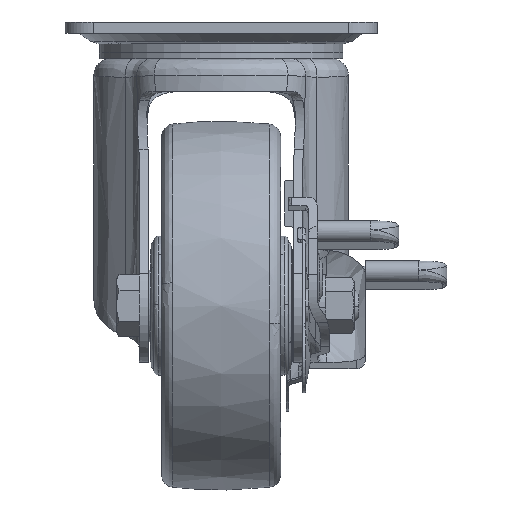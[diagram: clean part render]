
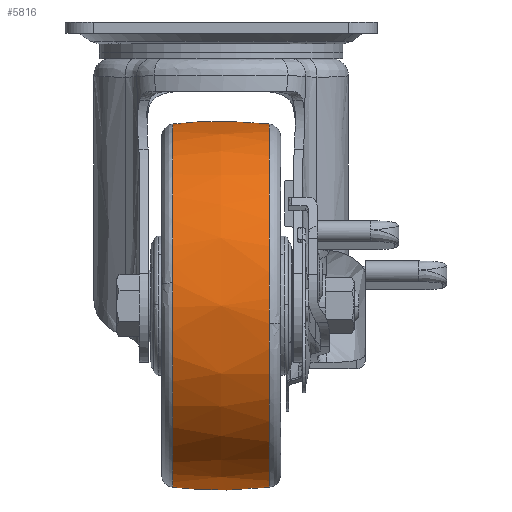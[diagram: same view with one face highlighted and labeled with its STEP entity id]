
A CAD part, left-side view. The second image highlights one B-rep face of the part: STEP entity #5816.
In plain terms, the highlighted free-form (B-spline) face has degree [2, 2] with [5, 7] control points.
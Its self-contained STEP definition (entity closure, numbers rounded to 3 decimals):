
#5527=CARTESIAN_POINT('',(-40.0,17.01,-164.032));
#5528=VERTEX_POINT('',#5527);
#5542=CARTESIAN_POINT('',(-103.527,17.01,-91.975));
#5543=VERTEX_POINT('',#5542);
#5544=CARTESIAN_POINT('',(-103.527,17.01,-91.975));
#5545=CARTESIAN_POINT('',(-104.032,17.01,-95.971));
#5546=CARTESIAN_POINT('',(-104.032,17.01,-100.));
#5547=CARTESIAN_POINT('',(-104.032,17.01,-164.032));
#5548=CARTESIAN_POINT('',(-40.0,17.01,-164.032));
#5556=(BOUNDED_CURVE()B_SPLINE_CURVE(2,(#5544,#5545,#5546,#5547,#5548),.UNSPECIFIED.,.F.,.U.)B_SPLINE_CURVE_WITH_KNOTS((3,2,3),(0.228,0.25,0.5),.UNSPECIFIED.)CURVE()GEOMETRIC_REPRESENTATION_ITEM()RATIONAL_B_SPLINE_CURVE((0.954,0.975,1.0,0.707,1.0))REPRESENTATION_ITEM(''));
#5557=EDGE_CURVE('',#5543,#5528,#5556,.T.);
#5606=CARTESIAN_POINT('',(-40.0,17.01,-35.968));
#5607=VERTEX_POINT('',#5606);
#5608=CARTESIAN_POINT('',(-40.0,17.01,-35.968));
#5609=CARTESIAN_POINT('',(-96.452,17.01,-35.968));
#5610=CARTESIAN_POINT('',(-103.527,17.01,-91.975));
#5618=(BOUNDED_CURVE()B_SPLINE_CURVE(2,(#5608,#5609,#5610),.UNSPECIFIED.,.F.,.U.)B_SPLINE_CURVE_WITH_KNOTS((3,3),(0.0,0.228),.UNSPECIFIED.)CURVE()GEOMETRIC_REPRESENTATION_ITEM()RATIONAL_B_SPLINE_CURVE((1.0,0.733,0.954))REPRESENTATION_ITEM(''));
#5619=EDGE_CURVE('',#5607,#5543,#5618,.T.);
#5719=CARTESIAN_POINT('',(-38.216,-18.723,-36.173));
#5720=CARTESIAN_POINT('',(-38.183,-9.398,-35.));
#5721=CARTESIAN_POINT('',(-38.183,0.,-35.));
#5722=CARTESIAN_POINT('',(-38.183,9.398,-35.));
#5723=CARTESIAN_POINT('',(-38.216,18.723,-36.173));
#5724=CARTESIAN_POINT('',(-39.103,-18.723,-36.173));
#5725=CARTESIAN_POINT('',(-39.086,-9.398,-35.));
#5726=CARTESIAN_POINT('',(-39.086,0.,-35.));
#5727=CARTESIAN_POINT('',(-39.086,9.398,-35.));
#5728=CARTESIAN_POINT('',(-39.103,18.723,-36.173));
#5729=CARTESIAN_POINT('',(-103.827,-18.723,-36.173));
#5730=CARTESIAN_POINT('',(-105.,-9.398,-35.));
#5731=CARTESIAN_POINT('',(-105.,0.,-35.));
#5732=CARTESIAN_POINT('',(-105.,9.398,-35.));
#5733=CARTESIAN_POINT('',(-103.827,18.723,-36.173));
#5734=CARTESIAN_POINT('',(-103.827,-18.723,-100.));
#5735=CARTESIAN_POINT('',(-105.,-9.398,-100.0));
#5736=CARTESIAN_POINT('',(-105.0,0.,-100.0));
#5737=CARTESIAN_POINT('',(-105.,9.398,-100.0));
#5738=CARTESIAN_POINT('',(-103.827,18.723,-100.0));
#5739=CARTESIAN_POINT('',(-103.827,-18.723,-163.827));
#5740=CARTESIAN_POINT('',(-105.,-9.398,-165.));
#5741=CARTESIAN_POINT('',(-105.,0.,-165.));
#5742=CARTESIAN_POINT('',(-105.,9.398,-165.));
#5743=CARTESIAN_POINT('',(-103.827,18.723,-163.827));
#5744=CARTESIAN_POINT('',(-39.103,-18.723,-163.827));
#5745=CARTESIAN_POINT('',(-39.086,-9.398,-165.0));
#5746=CARTESIAN_POINT('',(-39.086,0.,-165.0));
#5747=CARTESIAN_POINT('',(-39.086,9.398,-165.));
#5748=CARTESIAN_POINT('',(-39.103,18.723,-163.827));
#5749=CARTESIAN_POINT('',(-38.216,-18.723,-163.827));
#5750=CARTESIAN_POINT('',(-38.183,-9.398,-165.));
#5751=CARTESIAN_POINT('',(-38.183,0.,-165.));
#5752=CARTESIAN_POINT('',(-38.183,9.398,-165.));
#5753=CARTESIAN_POINT('',(-38.216,18.723,-163.827));
#5761=(BOUNDED_SURFACE()B_SPLINE_SURFACE(2,2,((#5719,#5724,#5729,#5734,#5739,#5744,#5749),(#5720,#5725,#5730,#5735,#5740,#5745,#5750),(#5721,#5726,#5731,#5736,#5741,#5746,#5751),(#5722,#5727,#5732,#5737,#5742,#5747,#5752),(#5723,#5728,#5733,#5738,#5743,#5748,#5753)),.UNSPECIFIED.,.F.,.F.,.U.)B_SPLINE_SURFACE_WITH_KNOTS((3,2,3),(3,1,2,1,3),(0.0,19.013,38.025),(0.0,2.154,109.849,217.545,219.699),.UNSPECIFIED.)GEOMETRIC_REPRESENTATION_ITEM()RATIONAL_B_SPLINE_SURFACE(((0.985,0.979,0.688,0.974,0.688,0.979,0.985),(0.996,0.991,0.696,0.985,0.696,0.991,0.996),(1.012,1.006,0.707,1.0,0.707,1.006,1.012),(0.996,0.991,0.696,0.985,0.696,0.991,0.996),(0.985,0.979,0.688,0.974,0.688,0.979,0.985)))REPRESENTATION_ITEM('')SURFACE());
#5762=CARTESIAN_POINT('',(-40.0,-17.01,-35.968));
#5763=VERTEX_POINT('',#5762);
#5764=CARTESIAN_POINT('',(-40.0,-17.01,-35.968));
#5765=CARTESIAN_POINT('',(-40.0,-12.07,-35.404));
#5766=CARTESIAN_POINT('',(-40.0,-0.715,-34.677));
#5767=CARTESIAN_POINT('',(-40.0,10.659,-35.242));
#5768=CARTESIAN_POINT('',(-40.0,17.01,-35.968));
#5769=B_SPLINE_CURVE_WITH_KNOTS('',3,(#5764,#5765,#5766,#5767,#5768),.UNSPECIFIED.,.F.,.U.,(4,1,4),(0.,14.916,34.094),.UNSPECIFIED.);
#5770=EDGE_CURVE('',#5763,#5607,#5769,.T.);
#5771=ORIENTED_EDGE('',*,*,#5770,.T.);
#5772=ORIENTED_EDGE('',*,*,#5619,.T.);
#5773=ORIENTED_EDGE('',*,*,#5557,.T.);
#5774=CARTESIAN_POINT('',(-40.0,-17.01,-164.032));
#5775=VERTEX_POINT('',#5774);
#5776=CARTESIAN_POINT('',(-40.0,-17.01,-164.032));
#5777=CARTESIAN_POINT('',(-40.0,-11.894,-164.616));
#5778=CARTESIAN_POINT('',(-40.0,-0.536,-165.323));
#5779=CARTESIAN_POINT('',(-40.0,10.835,-164.737));
#5780=CARTESIAN_POINT('',(-40.0,17.01,-164.032));
#5781=B_SPLINE_CURVE_WITH_KNOTS('',3,(#5776,#5777,#5778,#5779,#5780),.UNSPECIFIED.,.F.,.U.,(4,1,4),(0.,15.449,34.094),.UNSPECIFIED.);
#5782=EDGE_CURVE('',#5775,#5528,#5781,.T.);
#5783=ORIENTED_EDGE('',*,*,#5782,.F.);
#5784=CARTESIAN_POINT('',(-103.709,-17.01,-106.426));
#5785=VERTEX_POINT('',#5784);
#5786=CARTESIAN_POINT('',(-103.709,-17.01,-106.426));
#5787=CARTESIAN_POINT('',(-97.898,-17.01,-164.032));
#5788=CARTESIAN_POINT('',(-40.0,-17.01,-164.032));
#5796=(BOUNDED_CURVE()B_SPLINE_CURVE(2,(#5786,#5787,#5788),.UNSPECIFIED.,.F.,.U.)B_SPLINE_CURVE_WITH_KNOTS((3,3),(0.267,0.5),.UNSPECIFIED.)CURVE()GEOMETRIC_REPRESENTATION_ITEM()RATIONAL_B_SPLINE_CURVE((0.962,0.728,1.0))REPRESENTATION_ITEM(''));
#5797=EDGE_CURVE('',#5785,#5775,#5796,.T.);
#5798=ORIENTED_EDGE('',*,*,#5797,.F.);
#5799=CARTESIAN_POINT('',(-40.0,-17.01,-35.968));
#5800=CARTESIAN_POINT('',(-104.032,-17.01,-35.968));
#5801=CARTESIAN_POINT('',(-104.032,-17.01,-100.));
#5802=CARTESIAN_POINT('',(-104.032,-17.01,-103.221));
#5803=CARTESIAN_POINT('',(-103.709,-17.01,-106.426));
#5811=(BOUNDED_CURVE()B_SPLINE_CURVE(2,(#5799,#5800,#5801,#5802,#5803),.UNSPECIFIED.,.F.,.U.)B_SPLINE_CURVE_WITH_KNOTS((3,2,3),(0.0,0.25,0.267),.UNSPECIFIED.)CURVE()GEOMETRIC_REPRESENTATION_ITEM()RATIONAL_B_SPLINE_CURVE((1.0,0.707,1.0,0.98,0.962))REPRESENTATION_ITEM(''));
#5812=EDGE_CURVE('',#5763,#5785,#5811,.T.);
#5813=ORIENTED_EDGE('',*,*,#5812,.F.);
#5814=EDGE_LOOP('',(#5771,#5772,#5773,#5783,#5798,#5813));
#5815=FACE_OUTER_BOUND('',#5814,.T.);
#5816=ADVANCED_FACE('',(#5815),#5761,.T.);
